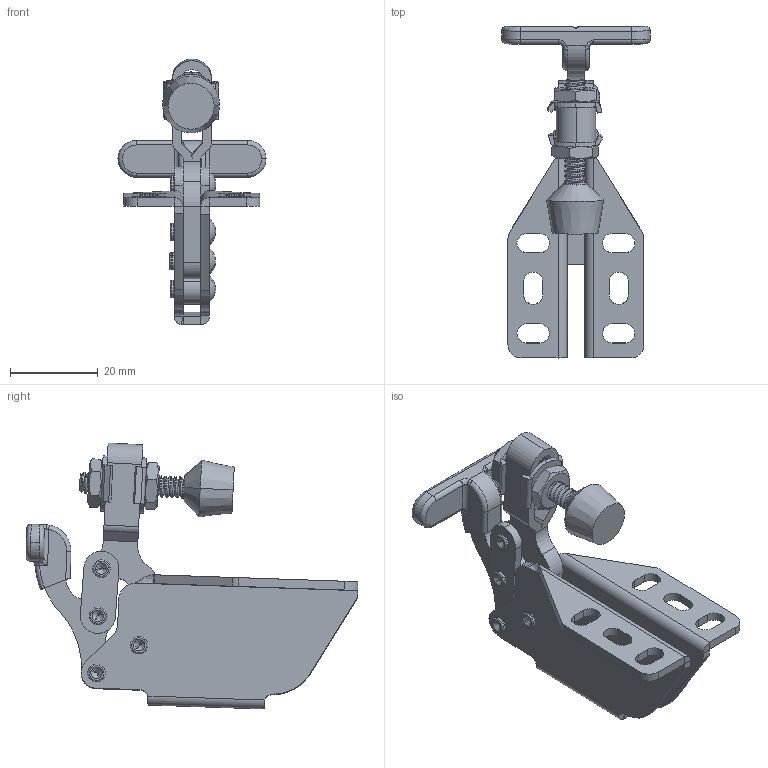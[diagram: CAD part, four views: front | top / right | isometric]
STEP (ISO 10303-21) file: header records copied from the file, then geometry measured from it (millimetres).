
FILE_DESCRIPTION (( 'STEP AP203' ), '1' );
FILE_NAME ('CH-13005-SM.STEP', '2017-11-04T01:50:04', ( 'Windows' ), ( 'Microsoft' ), 'SwSTEP 2.0', 'SolidWorks 2015', '' );
FILE_SCHEMA (( 'CONFIG_CONTROL_DESIGN' ));
Length unit declared in the file: millimetre
Products named in the file (9): CH-13005-SM-01; CH-13005-SM; CH-13005-05 ; CH-FW-100; CH-13005-02 U-BAR; CH-13005-03 T-HANDLE; CH-13005-04 CONNECTING-PLATE; CH-FC-10138 Nut; CH-FC-10138 SPINDLE SUPPLIED
Assembly tree (14 placements, depth 2):
  CH-13005-SM
    CH-13005-05   x4
    CH-FW-100  x2
    CH-13005-02 U-BAR
    CH-13005-03 T-HANDLE
    CH-13005-04 CONNECTING-PLATE  x2
    CH-FC-10138 Nut  x2
    CH-FC-10138 SPINDLE SUPPLIED
    CH-13005-SM-01
Bounding box: 33.8 x 75.73 x 60.68 mm (x, y, z)
Volume: 13835.9 mm3; surface area: 15216.9 mm2
Topology: 14 solids, 15 shells, 613 faces, 1612 edges, 1042 vertices
Faces by surface type: plane 240, cylinder 203, bspline 108, torus 29, cone 25, sphere 8
Entity records: 24430 total; most frequent: CARTESIAN_POINT 11220, ORIENTED_EDGE 2768, DIRECTION 2153, EDGE_CURVE 1384, VERTEX_POINT 900, VECTOR 747, LINE 747, AXIS2_PLACEMENT_3D 703
